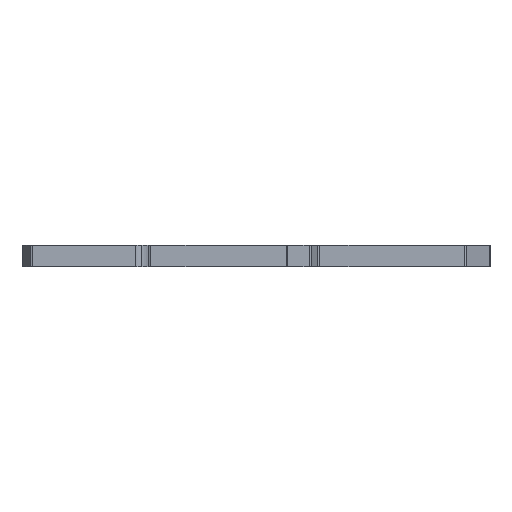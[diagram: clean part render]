
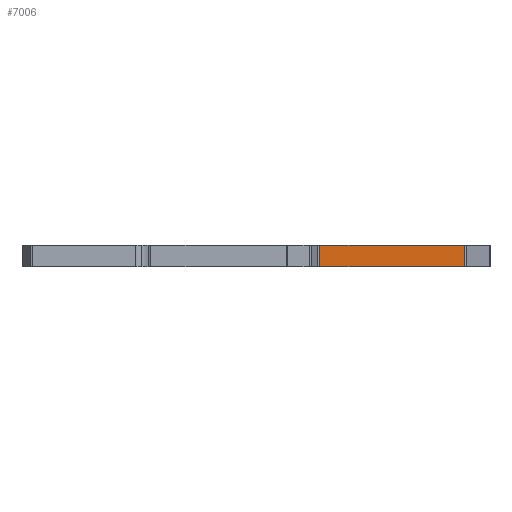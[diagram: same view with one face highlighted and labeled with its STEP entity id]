
A CAD part, front view. The second image highlights one B-rep face of the part: STEP entity #7006.
In plain terms, the highlighted planar face has unit normal (0, -1, 0).
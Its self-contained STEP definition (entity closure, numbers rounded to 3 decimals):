
#112=DIRECTION('',(1.,0.,0.));
#113=VECTOR('',#112,32.948);
#114=CARTESIAN_POINT('',(24.178,-23.,-2.5));
#115=LINE('',#114,#113);
#1077=DIRECTION('',(1.,0.,0.));
#1078=VECTOR('',#1077,32.948);
#1079=CARTESIAN_POINT('',(24.178,-23.,2.5));
#1080=LINE('',#1079,#1078);
#2595=DIRECTION('',(0.,0.,1.));
#2596=VECTOR('',#2595,5.);
#2597=CARTESIAN_POINT('',(57.126,-23.,-2.5));
#2598=LINE('',#2597,#2596);
#2599=DIRECTION('',(0.,0.,1.));
#2600=VECTOR('',#2599,5.);
#2601=CARTESIAN_POINT('',(24.178,-23.,-2.5));
#2602=LINE('',#2601,#2600);
#2773=CARTESIAN_POINT('',(24.178,-23.,-2.5));
#2774=VERTEX_POINT('',#2773);
#2775=CARTESIAN_POINT('',(57.126,-23.,-2.5));
#2776=VERTEX_POINT('',#2775);
#3001=CARTESIAN_POINT('',(24.178,-23.,2.5));
#3002=VERTEX_POINT('',#3001);
#3003=CARTESIAN_POINT('',(57.126,-23.,2.5));
#3004=VERTEX_POINT('',#3003);
#6994=CARTESIAN_POINT('',(24.178,-23.,-2.5));
#6995=DIRECTION('',(0.,-1.,0.));
#6996=DIRECTION('',(1.,0.,0.));
#6997=AXIS2_PLACEMENT_3D('',#6994,#6995,#6996);
#6998=PLANE('',#6997);
#6999=ORIENTED_EDGE('',*,*,#3638,.F.);
#7001=ORIENTED_EDGE('',*,*,#7000,.T.);
#7002=ORIENTED_EDGE('',*,*,#4820,.T.);
#7003=ORIENTED_EDGE('',*,*,#6987,.F.);
#7004=EDGE_LOOP('',(#6999,#7001,#7002,#7003));
#7005=FACE_OUTER_BOUND('',#7004,.F.);
#3638=EDGE_CURVE('',#2774,#2776,#115,.T.);
#4820=EDGE_CURVE('',#3002,#3004,#1080,.T.);
#6987=EDGE_CURVE('',#2776,#3004,#2598,.T.);
#7000=EDGE_CURVE('',#2774,#3002,#2602,.T.);
#7006=ADVANCED_FACE('',(#7005),#6998,.T.);
